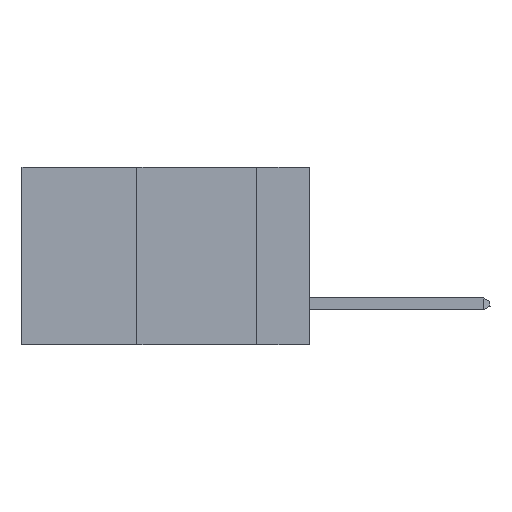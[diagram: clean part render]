
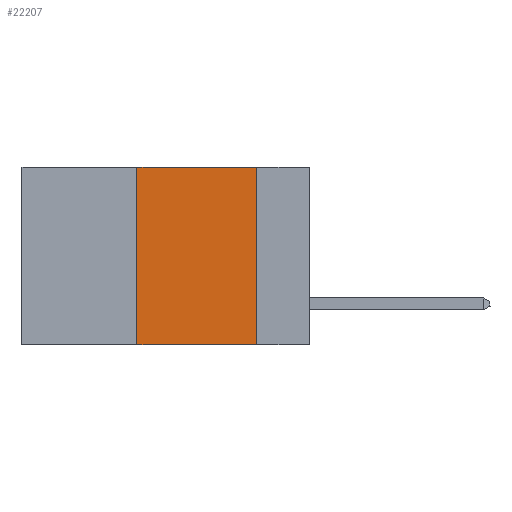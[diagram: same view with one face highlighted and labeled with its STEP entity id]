
A CAD part, left-side view. The second image highlights one B-rep face of the part: STEP entity #22207.
In plain terms, the highlighted planar face has unit normal (-1, 0, 0).
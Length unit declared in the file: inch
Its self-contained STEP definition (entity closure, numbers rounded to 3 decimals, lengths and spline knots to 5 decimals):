
#852 = EDGE_CURVE ( 'NONE', #8818, #11673, #7842, .T. ) ;
#865 = CARTESIAN_POINT ( 'NONE',  ( 0., 0.6, -0.37 ) ) ;
#3085 = AXIS2_PLACEMENT_3D ( 'NONE', #17765, #22707, #8016 ) ;
#4188 = EDGE_CURVE ( 'NONE', #11673, #7619, #16463, .T. ) ;
#4600 = LINE ( 'NONE', #865, #29817 ) ;
#5284 = CARTESIAN_POINT ( 'NONE',  ( 0., 0.11, 0. ) ) ;
#5522 = PLANE ( 'NONE',  #3085 ) ;
#6502 = DIRECTION ( 'NONE',  ( 0., 0., 1. ) ) ;
#7340 = CARTESIAN_POINT ( 'NONE',  ( 0., 0.36, -0.37 ) ) ;
#7619 = VERTEX_POINT ( 'NONE', #22658 ) ;
#7842 = LINE ( 'NONE', #18733, #27315 ) ;
#8016 = DIRECTION ( 'NONE',  ( 0., 0., -1. ) ) ;
#8761 = VECTOR ( 'NONE', #6502, 39.37008 ) ;
#8818 = VERTEX_POINT ( 'NONE', #17220 ) ;
#10460 = ORIENTED_EDGE ( 'NONE', *, *, #25488, .F. ) ;
#11673 = VERTEX_POINT ( 'NONE', #5284 ) ;
#12420 = EDGE_LOOP ( 'NONE', ( #29843, #19389, #10460, #23663 ) ) ;
#14825 = CARTESIAN_POINT ( 'NONE',  ( 0., 0.11, 0. ) ) ;
#16463 = LINE ( 'NONE', #14825, #28621 ) ;
#17220 = CARTESIAN_POINT ( 'NONE',  ( 0., 0.36, 0. ) ) ;
#17765 = CARTESIAN_POINT ( 'NONE',  ( 0., 0.6, 0. ) ) ;
#18241 = EDGE_CURVE ( 'NONE', #21042, #7619, #4600, .T. ) ;
#18733 = CARTESIAN_POINT ( 'NONE',  ( 0., 0.6, 0. ) ) ;
#19389 = ORIENTED_EDGE ( 'NONE', *, *, #852, .F. ) ;
#21042 = VERTEX_POINT ( 'NONE', #7340 ) ;
#21829 = LINE ( 'NONE', #23675, #8761 ) ;
#22207 = ADVANCED_FACE ( 'NONE', ( #30333 ), #5522, .F. ) ;
#22658 = CARTESIAN_POINT ( 'NONE',  ( 0., 0.11, -0.37 ) ) ;
#22707 = DIRECTION ( 'NONE',  ( 1., 0., 0. ) ) ;
#23663 = ORIENTED_EDGE ( 'NONE', *, *, #18241, .T. ) ;
#23671 = DIRECTION ( 'NONE',  ( 0., -1., 0. ) ) ;
#23675 = CARTESIAN_POINT ( 'NONE',  ( 0., 0.36, 0. ) ) ;
#24680 = DIRECTION ( 'NONE',  ( 0., 0., -1. ) ) ;
#25419 = DIRECTION ( 'NONE',  ( 0., -1., 0. ) ) ;
#25488 = EDGE_CURVE ( 'NONE', #21042, #8818, #21829, .T. ) ;
#27315 = VECTOR ( 'NONE', #23671, 39.37008 ) ;
#28621 = VECTOR ( 'NONE', #24680, 39.37008 ) ;
#29817 = VECTOR ( 'NONE', #25419, 39.37008 ) ;
#29843 = ORIENTED_EDGE ( 'NONE', *, *, #4188, .F. ) ;
#30333 = FACE_OUTER_BOUND ( 'NONE', #12420, .T. ) ;
